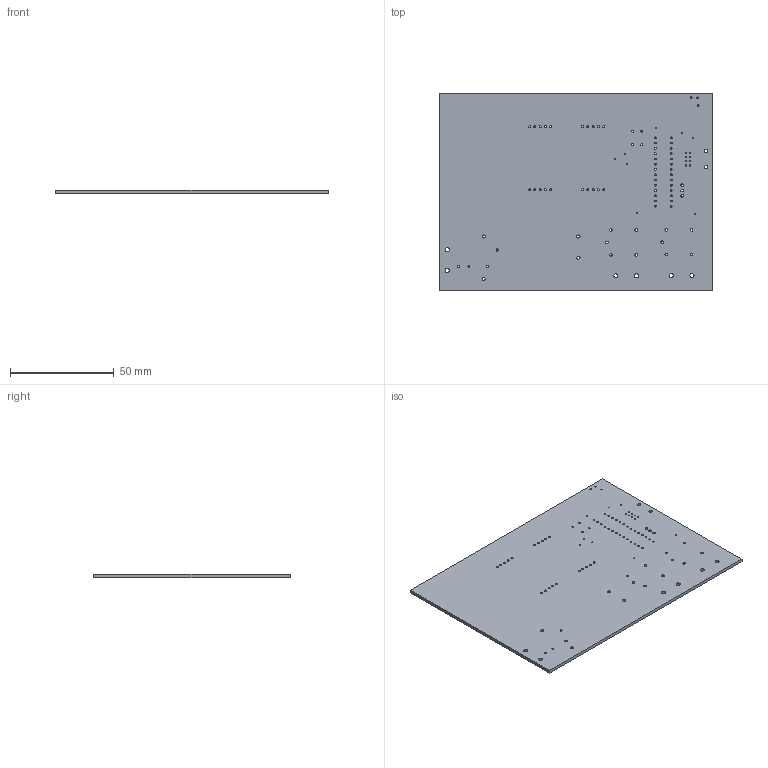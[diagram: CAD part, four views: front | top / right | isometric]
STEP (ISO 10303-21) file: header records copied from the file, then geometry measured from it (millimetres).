
FILE_DESCRIPTION(('KiCad electronic assembly'),'2;1');
FILE_NAME('all_components.step','2024-05-17T17:07:38',('Pcbnew'),( 'Kicad'),'Open CASCADE STEP processor 7.6','KiCad to STEP converter' ,'Unknown');
FILE_SCHEMA(('AUTOMOTIVE_DESIGN { 1 0 10303 214 1 1 1 1 }'));
Length unit declared in the file: millimetre
Products named in the file (2): all_components 1; _autosave-all_components_PCB
Assembly tree (1 placements, depth 2):
  all_components 1
    _autosave-all_components_PCB
Bounding box: 131.5 x 94.8 x 1.6 mm (x, y, z)
Volume: 19802 mm3; surface area: 25984.1 mm2
Topology: 1 solids, 1 shells, 106 faces, 312 edges, 208 vertices
Faces by surface type: cylinder 100, plane 6
Full cylindrical faces by diameter (mm): 0.5 x8, 0.711 x8, 0.813 x31, 0.965 x2, 0.991 x20, 1 x4, 1.143 x2, 1.295 x13, 1.499 x4, 1.6 x2, 2 x6
Entity records: 4093 total; most frequent: DIRECTION 728, CARTESIAN_POINT 628, ORIENTED_EDGE 624, EDGE_CURVE 312, AXIS2_PLACEMENT_3D 308, FACE_BOUND 306, EDGE_LOOP 306, VERTEX_POINT 208
